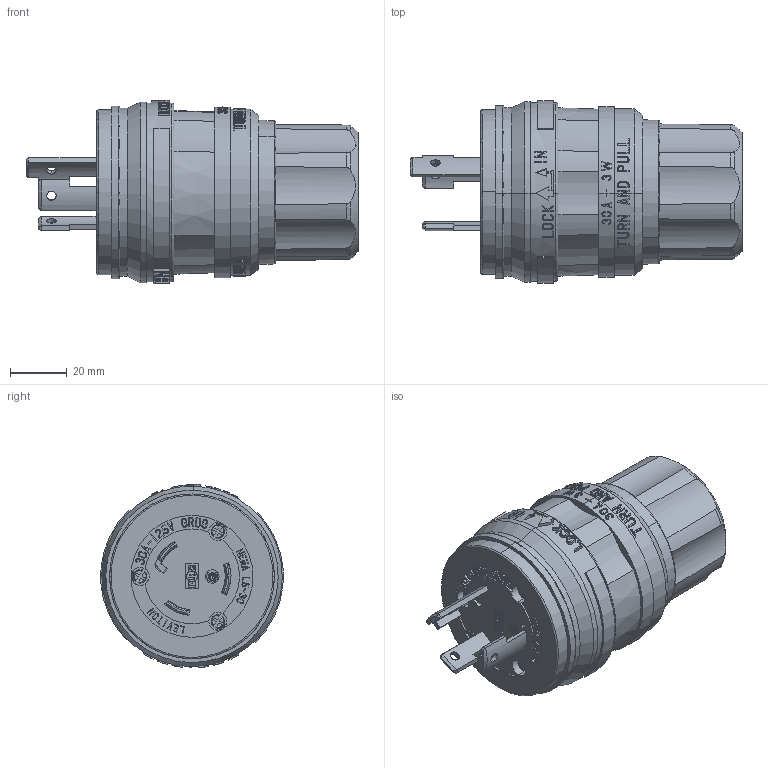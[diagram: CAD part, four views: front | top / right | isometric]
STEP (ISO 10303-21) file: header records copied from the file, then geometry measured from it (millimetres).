
FILE_DESCRIPTION (( 'STEP AP214' ), '1' );
FILE_NAME ('ORC6592-M01.STEP', '2025-07-16T19:26:49', ( '' ), ( '' ), 'SwSTEP 2.0', 'SolidWorks 2024', '' );
FILE_SCHEMA (( 'AUTOMOTIVE_DESIGN' ));
Length unit declared in the file: inch
Products named in the file (1): ORC6592-M01
Bounding box: 116.69 x 64.13 x 64.55 mm (x, y, z)
Volume: 150500.2 mm3; surface area: 81366.8 mm2
Topology: 18 solids, 19 shells, 2833 faces, 7750 edges, 5131 vertices
Faces by surface type: plane 1652, cylinder 897, cone 163, torus 66, bspline 55
Entity records: 112557 total; most frequent: CARTESIAN_POINT 42797, ORIENTED_EDGE 15476, DIRECTION 13189, EDGE_CURVE 7738, VERTEX_POINT 5131, AXIS2_PLACEMENT_3D 4419, LINE 4351, VECTOR 4351
